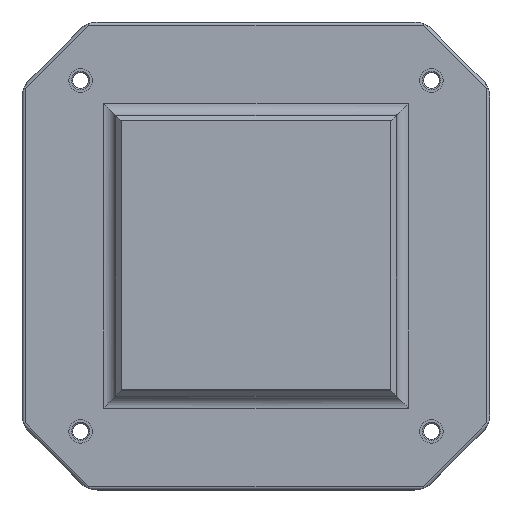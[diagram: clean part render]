
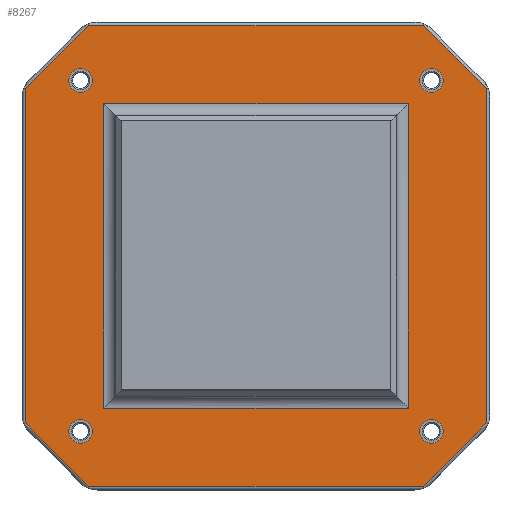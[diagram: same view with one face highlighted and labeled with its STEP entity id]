
A CAD part, top view. The second image highlights one B-rep face of the part: STEP entity #8267.
In plain terms, the highlighted planar face has unit normal (0, 0, 1).
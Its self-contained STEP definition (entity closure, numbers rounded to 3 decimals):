
#3363=EDGE_CURVE('',#4055,#8699,#9895,.T.);
#3423=EDGE_CURVE('',#9649,#7899,#9959,.T.);
#3545=EDGE_CURVE('',#7813,#8969,#10096,.T.);
#3919=VERTEX_POINT('',#10520);
#4039=VERTEX_POINT('',#10655);
#4055=VERTEX_POINT('',#10672);
#4065=EDGE_CURVE('',#4129,#4757,#10684,.T.);
#4129=VERTEX_POINT('',#10753);
#4177=EDGE_CURVE('',#9305,#5995,#10809,.T.);
#4347=EDGE_CURVE('',#5351,#4039,#11008,.T.);
#4403=VERTEX_POINT('',#11070);
#4557=VERTEX_POINT('',#11241);
#4639=EDGE_CURVE('',#7899,#4403,#11334,.T.);
#4659=EDGE_CURVE('',#6359,#4403,#11386,.T.);
#4757=VERTEX_POINT('',#11495);
#5351=VERTEX_POINT('',#12165);
#5795=EDGE_CURVE('',#8967,#7723,#12685,.T.);
#5995=VERTEX_POINT('',#12919);
#6147=EDGE_CURVE('',#8469,#6519,#13089,.T.);
#6305=EDGE_CURVE('',#9649,#4757,#13264,.T.);
#6307=EDGE_CURVE('',#5995,#9305,#13266,.T.);
#6359=VERTEX_POINT('',#13322);
#6411=EDGE_CURVE('',#8969,#7813,#13382,.T.);
#6519=VERTEX_POINT('',#13510);
#7231=EDGE_CURVE('',#4557,#5351,#14347,.T.);
#7251=EDGE_CURVE('',#8699,#4055,#14368,.T.);
#7715=EDGE_CURVE('',#4557,#3919,#14952,.T.);
#7723=VERTEX_POINT('',#14961);
#7813=VERTEX_POINT('',#15061);
#7857=EDGE_CURVE('',#7723,#8967,#15135,.T.);
#7899=VERTEX_POINT('',#15180);
#7907=EDGE_CURVE('',#6359,#6519,#15190,.T.);
#7917=EDGE_CURVE('',#4129,#8469,#15201,.T.);
#8267=ADVANCED_FACE('',(#15620,#15621,#15622,#15623,#15624,#15625),#15626,.T.);
#8469=VERTEX_POINT('',#15859);
#8699=VERTEX_POINT('',#16117);
#8967=VERTEX_POINT('',#16406);
#8969=VERTEX_POINT('',#16408);
#9305=VERTEX_POINT('',#16774);
#9649=VERTEX_POINT('',#17160);
#9667=EDGE_CURVE('',#3919,#4039,#17181,.T.);
#9895=CIRCLE('',#17443,10.0);
#9959=LINE('',#17531,#17532);
#10096=CIRCLE('',#17708,10.0);
#10520=CARTESIAN_POINT('',(-130.0,130.0,35.));
#10655=CARTESIAN_POINT('',(130.0,130.0,35.0));
#10672=CARTESIAN_POINT('',(-160.0,-150.0,35.0));
#10684=LINE('',#18493,#18494);
#10753=CARTESIAN_POINT('',(142.757,197.0,35.));
#10809=CIRCLE('',#18666,10.0);
#11008=LINE('',#18918,#18919);
#11070=CARTESIAN_POINT('',(-142.757,-197.0,35.));
#11241=CARTESIAN_POINT('',(-130.0,-130.0,35.0));
#11334=LINE('',#19336,#19337);
#11386=LINE('',#19393,#19394);
#11495=CARTESIAN_POINT('',(197.0,142.757,35.));
#12165=CARTESIAN_POINT('',(130.0,-130.0,35.0));
#12685=CIRCLE('',#21102,10.0);
#12919=CARTESIAN_POINT('',(140.0,-150.0,35.0));
#13089=LINE('',#21602,#21603);
#13264=LINE('',#21836,#21837);
#13266=CIRCLE('',#21840,10.0);
#13322=CARTESIAN_POINT('',(-197.0,-142.757,35.));
#13382=CIRCLE('',#21992,10.0);
#13510=CARTESIAN_POINT('',(-197.0,142.757,35.));
#14347=LINE('',#23216,#23217);
#14368=CIRCLE('',#23240,10.0);
#14952=LINE('',#23973,#23974);
#14961=CARTESIAN_POINT('',(160.0,150.,35.));
#15061=CARTESIAN_POINT('',(-140.0,150.,35.));
#15135=CIRCLE('',#24218,10.0);
#15180=CARTESIAN_POINT('',(142.757,-197.0,35.));
#15190=LINE('',#24297,#24298);
#15201=LINE('',#24310,#24311);
#15620=FACE_OUTER_BOUND('',#24851,.T.);
#15621=FACE_BOUND('',#24852,.T.);
#15622=FACE_BOUND('',#24853,.T.);
#15623=FACE_BOUND('',#24854,.T.);
#15624=FACE_BOUND('',#24855,.T.);
#15625=FACE_BOUND('',#24856,.T.);
#15626=PLANE('',#24857);
#15859=CARTESIAN_POINT('',(-142.757,197.0,35.));
#16117=CARTESIAN_POINT('',(-140.0,-150.,35.));
#16406=CARTESIAN_POINT('',(140.0,150.0,35.0));
#16408=CARTESIAN_POINT('',(-160.0,150.0,35.0));
#16774=CARTESIAN_POINT('',(160.0,-150.,35.));
#17160=CARTESIAN_POINT('',(197.0,-142.757,35.));
#17181=LINE('',#26903,#26904);
#17443=AXIS2_PLACEMENT_3D('',#27192,#27193,#27194);
#17531=CARTESIAN_POINT('',(169.879,-169.879,35.));
#17532=VECTOR('',#27263,1.0);
#17708=AXIS2_PLACEMENT_3D('',#27428,#27429,#27430);
#18493=CARTESIAN_POINT('',(169.879,169.879,35.));
#18494=VECTOR('',#28201,1.0);
#18666=AXIS2_PLACEMENT_3D('',#28360,#28361,#28362);
#18918=CARTESIAN_POINT('',(130.0,-200.0,35.0));
#18919=VECTOR('',#28644,1.0);
#19336=CARTESIAN_POINT('',(-200.0,-197.0,35.0));
#19337=VECTOR('',#29030,1.0);
#19393=CARTESIAN_POINT('',(-169.879,-169.879,35.));
#19394=VECTOR('',#29115,1.0);
#21102=AXIS2_PLACEMENT_3D('',#30682,#30683,#30684);
#21602=CARTESIAN_POINT('',(-169.879,169.879,35.));
#21603=VECTOR('',#31222,1.0);
#21836=CARTESIAN_POINT('',(197.0,-200.0,35.0));
#21837=VECTOR('',#31445,1.0);
#21840=AXIS2_PLACEMENT_3D('',#31446,#31447,#31448);
#21992=AXIS2_PLACEMENT_3D('',#31589,#31590,#31591);
#23216=CARTESIAN_POINT('',(-200.0,-130.0,35.0));
#23217=VECTOR('',#32752,1.0);
#23240=AXIS2_PLACEMENT_3D('',#32764,#32765,#32766);
#23973=CARTESIAN_POINT('',(-130.0,-200.0,35.));
#23974=VECTOR('',#33527,1.0);
#24218=AXIS2_PLACEMENT_3D('',#33763,#33764,#33765);
#24297=CARTESIAN_POINT('',(-197.0,-200.0,35.));
#24298=VECTOR('',#33827,1.0);
#24310=CARTESIAN_POINT('',(-200.0,197.0,35.));
#24311=VECTOR('',#33836,1.0);
#24851=EDGE_LOOP('',(#34303,#34304,#34305,#34306,#34307,#34308,#34309,#34310));
#24852=EDGE_LOOP('',(#34311,#34312));
#24853=EDGE_LOOP('',(#34313,#34314));
#24854=EDGE_LOOP('',(#34315,#34316));
#24855=EDGE_LOOP('',(#34317,#34318));
#24856=EDGE_LOOP('',(#34319,#34320,#34321,#34322));
#24857=AXIS2_PLACEMENT_3D('',#34323,#34324,#34325);
#26903=CARTESIAN_POINT('',(-200.0,130.0,35.));
#26904=VECTOR('',#36141,1.0);
#27192=CARTESIAN_POINT('',(-150.0,-150.0,35.));
#27193=DIRECTION('',(-0.0,0.0,-1.0));
#27194=DIRECTION('',(-1.0,0.,0.0));
#27263=DIRECTION('',(-0.707,-0.707,0.0));
#27428=CARTESIAN_POINT('',(-150.0,150.0,35.));
#27429=DIRECTION('',(-0.0,0.0,-1.0));
#27430=DIRECTION('',(-1.0,0.,0.0));
#28201=DIRECTION('',(0.707,-0.707,0.0));
#28360=CARTESIAN_POINT('',(150.0,-150.0,35.));
#28361=DIRECTION('',(-0.0,0.0,-1.0));
#28362=DIRECTION('',(-1.0,0.,0.0));
#28644=DIRECTION('',(0.0,1.0,0.0));
#29030=DIRECTION('',(-1.0,0.0,0.0));
#29115=DIRECTION('',(0.707,-0.707,0.0));
#30682=CARTESIAN_POINT('',(150.0,150.0,35.));
#30683=DIRECTION('',(-0.0,0.0,-1.0));
#30684=DIRECTION('',(-1.0,0.,0.0));
#31222=DIRECTION('',(-0.707,-0.707,0.0));
#31445=DIRECTION('',(0.0,1.0,0.0));
#31446=CARTESIAN_POINT('',(150.0,-150.0,35.));
#31447=DIRECTION('',(-0.0,0.0,-1.0));
#31448=DIRECTION('',(-1.0,0.,0.0));
#31589=CARTESIAN_POINT('',(-150.0,150.0,35.));
#31590=DIRECTION('',(-0.0,0.0,-1.0));
#31591=DIRECTION('',(-1.0,0.,0.0));
#32752=DIRECTION('',(1.0,0.0,0.0));
#32764=CARTESIAN_POINT('',(-150.0,-150.0,35.));
#32765=DIRECTION('',(-0.0,0.0,-1.0));
#32766=DIRECTION('',(-1.0,0.,0.0));
#33527=DIRECTION('',(0.0,1.0,0.0));
#33763=CARTESIAN_POINT('',(150.0,150.0,35.));
#33764=DIRECTION('',(-0.0,0.0,-1.0));
#33765=DIRECTION('',(-1.0,0.,0.0));
#33827=DIRECTION('',(0.0,1.0,0.0));
#33836=DIRECTION('',(-1.0,0.0,0.0));
#34303=ORIENTED_EDGE('',*,*,#6305,.T.);
#34304=ORIENTED_EDGE('',*,*,#4065,.F.);
#34305=ORIENTED_EDGE('',*,*,#7917,.T.);
#34306=ORIENTED_EDGE('',*,*,#6147,.T.);
#34307=ORIENTED_EDGE('',*,*,#7907,.F.);
#34308=ORIENTED_EDGE('',*,*,#4659,.T.);
#34309=ORIENTED_EDGE('',*,*,#4639,.F.);
#34310=ORIENTED_EDGE('',*,*,#3423,.F.);
#34311=ORIENTED_EDGE('',*,*,#6411,.T.);
#34312=ORIENTED_EDGE('',*,*,#3545,.T.);
#34313=ORIENTED_EDGE('',*,*,#5795,.T.);
#34314=ORIENTED_EDGE('',*,*,#7857,.T.);
#34315=ORIENTED_EDGE('',*,*,#6307,.T.);
#34316=ORIENTED_EDGE('',*,*,#4177,.T.);
#34317=ORIENTED_EDGE('',*,*,#3363,.T.);
#34318=ORIENTED_EDGE('',*,*,#7251,.T.);
#34319=ORIENTED_EDGE('',*,*,#7715,.T.);
#34320=ORIENTED_EDGE('',*,*,#9667,.T.);
#34321=ORIENTED_EDGE('',*,*,#4347,.F.);
#34322=ORIENTED_EDGE('',*,*,#7231,.F.);
#34323=CARTESIAN_POINT('',(-130.0,-200.0,35.));
#34324=DIRECTION('',(0.0,0.0,1.0));
#34325=DIRECTION('',(0.0,-1.0,0.0));
#36141=DIRECTION('',(1.0,0.0,0.0));
